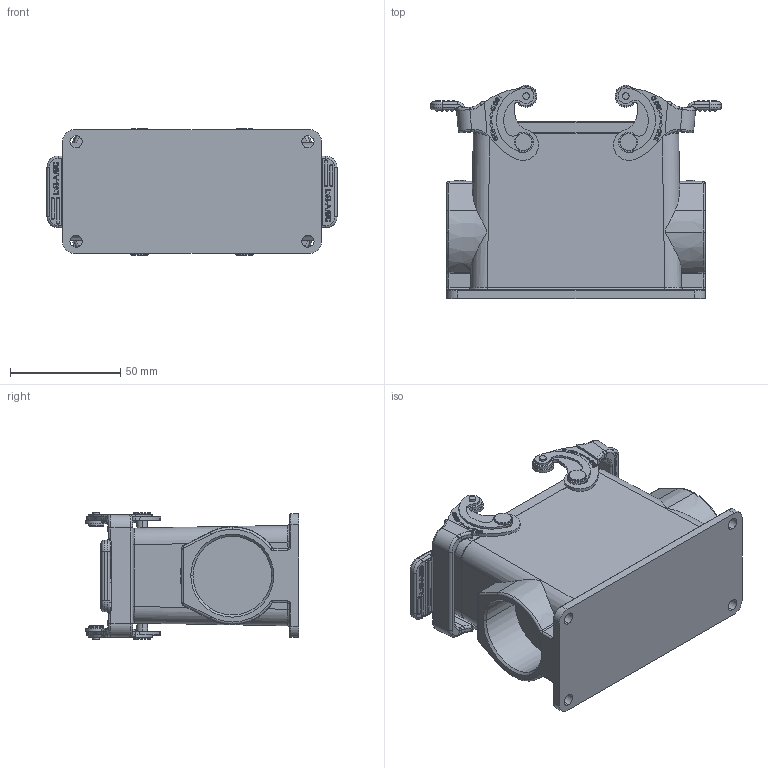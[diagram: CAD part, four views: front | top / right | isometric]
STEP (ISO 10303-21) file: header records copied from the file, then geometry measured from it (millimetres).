
FILE_DESCRIPTION(/* description */ (''),/* implementation_level */ '2;1');
FILE_NAME(/* name */ '3D_1110162415005_H16B-SFH-2L_SC-M40_V1.0.stp',/* time_stamp */ '2024-03-18T19:57:07+08:00',/* author */ (''),/* organization */ (''),/* preprocessor_version */ 'ST-DEVELOPER v18.1',/* originating_system */ 'SIEMENS PLM Software NX 1980',/* authorisation */ '');
FILE_SCHEMA (('AUTOMOTIVE_DESIGN { 1 0 10303 214 3 1 1 1 }'));
Products named in the file (1): 3D_1110162415005_H16B-SFH-2L_SC-M40_V1.0_stp
Bounding box: 131.4 x 96.5 x 57.5 mm (x, y, z)
Volume: 154097.3 mm3; surface area: 69133.1 mm2
Topology: 1 solids, 1 shells, 1488 faces, 4024 edges, 2650 vertices
Faces by surface type: plane 701, cylinder 457, torus 104, extrusion 90, bspline 50, cone 46, sphere 38, revolution 2
Entity records: 62634 total; most frequent: CARTESIAN_POINT 18794, ORIENTED_EDGE 7960, DIRECTION 6830, EDGE_CURVE 3980, VERTEX_POINT 2650, AXIS2_PLACEMENT_3D 2417, VECTOR 1994, LINE 1904
